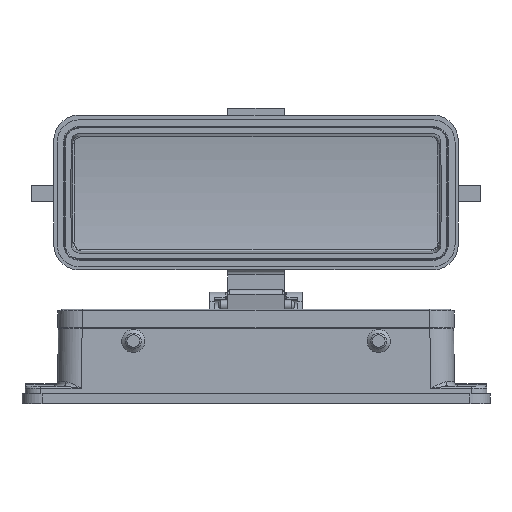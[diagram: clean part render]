
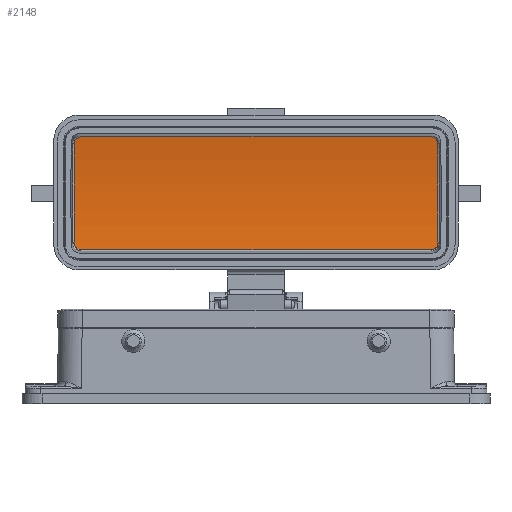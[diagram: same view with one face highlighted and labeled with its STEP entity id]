
A CAD part, left-side view. The second image highlights one B-rep face of the part: STEP entity #2148.
In plain terms, the highlighted cylindrical face has radius 117.991 mm (diameter 235.983 mm), a partial arc.
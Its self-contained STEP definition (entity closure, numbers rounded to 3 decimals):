
#429=CYLINDRICAL_SURFACE('',#14702,117.991);
#1011=FACE_OUTER_BOUND('',#4142,.T.);
#1402=CIRCLE('',#14368,117.991);
#1403=CIRCLE('',#14369,117.991);
#1477=CIRCLE('',#14700,117.991);
#1478=CIRCLE('',#14701,117.991);
#2148=ADVANCED_FACE('',(#1011),#429,.F.);
#2990=B_SPLINE_CURVE_WITH_KNOTS('',3,(#32979,#32980,#32981,#32982,#32983,
#32984,#32985,#32986,#32987,#32988),.UNSPECIFIED.,.F.,.F.,(4,2,2,2,4),(0.,
0.125,0.25,0.5,1.),.UNSPECIFIED.);
#2997=B_SPLINE_CURVE_WITH_KNOTS('',3,(#33097,#33098,#33099,#33100,#33101,
#33102,#33103,#33104,#33105,#33106,#33107,#33108,#33109,#33110,#33111,#33112,
#33113,#33114,#33115,#33116,#33117,#33118),.UNSPECIFIED.,.F.,.F.,(4,2,2,
2,2,2,2,2,2,2,4),(0.,0.062,0.125,0.25,
0.5,0.562,0.625,0.75,0.812,
0.875,1.),.UNSPECIFIED.);
#3144=B_SPLINE_CURVE_WITH_KNOTS('',3,(#36774,#36775,#36776,#36777,#36778,
#36779,#36780,#36781,#36782,#36783,#36784,#36785,#36786,#36787,#36788,#36789,
#36790,#36791,#36792,#36793,#36794,#36795),.UNSPECIFIED.,.F.,.F.,(4,2,2,
2,2,2,2,2,2,2,4),(0.,0.063,0.125,0.25,
0.5,0.563,0.625,0.75,
0.813,0.875,1.),.UNSPECIFIED.);
#3145=B_SPLINE_CURVE_WITH_KNOTS('',3,(#36801,#36802,#36803,#36804,#36805,
#36806,#36807,#36808,#36809,#36810),.UNSPECIFIED.,.F.,.F.,(4,2,2,2,4),(0.,
0.125,0.25,0.5,1.),.UNSPECIFIED.);
#4142=EDGE_LOOP('',(#7457,#7458,#7459,#7460,#7461,#7462,#7463,#7464,#7465,
#7466));
#7457=ORIENTED_EDGE('',*,*,#11250,.T.);
#7458=ORIENTED_EDGE('',*,*,#10612,.F.);
#7459=ORIENTED_EDGE('',*,*,#10616,.T.);
#7460=ORIENTED_EDGE('',*,*,#10615,.T.);
#7461=ORIENTED_EDGE('',*,*,#10604,.F.);
#7462=ORIENTED_EDGE('',*,*,#11252,.T.);
#7463=ORIENTED_EDGE('',*,*,#11253,.F.);
#7464=ORIENTED_EDGE('',*,*,#11254,.T.);
#7465=ORIENTED_EDGE('',*,*,#11255,.T.);
#7466=ORIENTED_EDGE('',*,*,#11256,.F.);
#8970=VERTEX_POINT('',#32978);
#8971=VERTEX_POINT('',#32989);
#8977=VERTEX_POINT('',#33096);
#8978=VERTEX_POINT('',#33119);
#8980=VERTEX_POINT('',#33183);
#9412=VERTEX_POINT('',#36766);
#9413=VERTEX_POINT('',#36773);
#9414=VERTEX_POINT('',#36796);
#9415=VERTEX_POINT('',#36798);
#9416=VERTEX_POINT('',#36800);
#10604=EDGE_CURVE('',#8970,#8971,#2990,.T.);
#10612=EDGE_CURVE('',#8977,#8978,#2997,.T.);
#10615=EDGE_CURVE('',#8980,#8971,#1402,.T.);
#10616=EDGE_CURVE('',#8977,#8980,#1403,.T.);
#11250=EDGE_CURVE('',#9412,#8978,#12479,.T.);
#11252=EDGE_CURVE('',#8970,#9413,#12480,.T.);
#11253=EDGE_CURVE('',#9414,#9413,#3144,.T.);
#11254=EDGE_CURVE('',#9414,#9415,#1477,.T.);
#11255=EDGE_CURVE('',#9415,#9416,#1478,.T.);
#11256=EDGE_CURVE('',#9412,#9416,#3145,.T.);
#12479=LINE('',#36765,#13518);
#12480=LINE('',#36772,#13519);
#13518=VECTOR('',#17861,1.);
#13519=VECTOR('',#17864,1.);
#14368=AXIS2_PLACEMENT_3D('',#33182,#16878,#16879);
#14369=AXIS2_PLACEMENT_3D('',#33184,#16880,#16881);
#14700=AXIS2_PLACEMENT_3D('',#36797,#17865,#17866);
#14701=AXIS2_PLACEMENT_3D('',#36799,#17867,#17868);
#14702=AXIS2_PLACEMENT_3D('',#36811,#17869,#17870);
#16878=DIRECTION('',(0.,1.,0.));
#16879=DIRECTION('',(1.,0.,0.));
#16880=DIRECTION('',(0.,1.,0.));
#16881=DIRECTION('',(0.992,0.,0.127));
#17861=DIRECTION('',(0.,1.,0.));
#17864=DIRECTION('',(0.,-1.,0.));
#17865=DIRECTION('',(0.,-1.,0.));
#17866=DIRECTION('',(0.992,0.,-0.127));
#17867=DIRECTION('',(0.,-1.,0.));
#17868=DIRECTION('',(1.,0.,0.));
#17869=DIRECTION('',(0.,1.,0.));
#17870=DIRECTION('',(1.,0.,0.));
#32978=CARTESIAN_POINT('',(44.575,52.842,44.946));
#32979=CARTESIAN_POINT('',(44.575,52.842,44.946));
#32980=CARTESIAN_POINT('',(44.575,53.044,44.946));
#32981=CARTESIAN_POINT('',(44.579,53.174,44.974));
#32982=CARTESIAN_POINT('',(44.583,53.296,45.));
#32983=CARTESIAN_POINT('',(44.593,53.526,45.07));
#32984=CARTESIAN_POINT('',(44.61,53.801,45.189));
#32985=CARTESIAN_POINT('',(44.632,54.05,45.337));
#32986=CARTESIAN_POINT('',(44.709,54.604,45.887));
#32987=CARTESIAN_POINT('',(44.783,54.832,46.434));
#32988=CARTESIAN_POINT('',(44.85,54.83,46.957));
#32989=CARTESIAN_POINT('',(44.85,54.83,46.957));
#33096=CARTESIAN_POINT('',(44.853,54.83,76.913));
#33097=CARTESIAN_POINT('',(44.853,54.83,76.913));
#33098=CARTESIAN_POINT('',(44.843,54.829,76.989));
#33099=CARTESIAN_POINT('',(44.834,54.825,77.059));
#33100=CARTESIAN_POINT('',(44.818,54.811,77.185));
#33101=CARTESIAN_POINT('',(44.815,54.808,77.209));
#33102=CARTESIAN_POINT('',(44.782,54.759,77.459));
#33103=CARTESIAN_POINT('',(44.769,54.726,77.555));
#33104=CARTESIAN_POINT('',(44.722,54.586,77.903));
#33105=CARTESIAN_POINT('',(44.692,54.459,78.123));
#33106=CARTESIAN_POINT('',(44.654,54.188,78.397));
#33107=CARTESIAN_POINT('',(44.647,54.134,78.444));
#33108=CARTESIAN_POINT('',(44.636,54.032,78.525));
#33109=CARTESIAN_POINT('',(44.627,53.947,78.583));
#33110=CARTESIAN_POINT('',(44.625,53.921,78.601));
#33111=CARTESIAN_POINT('',(44.603,53.637,78.751));
#33112=CARTESIAN_POINT('',(44.598,53.549,78.787));
#33113=CARTESIAN_POINT('',(44.596,53.503,78.805));
#33114=CARTESIAN_POINT('',(44.59,53.379,78.846));
#33115=CARTESIAN_POINT('',(44.585,53.264,78.877));
#33116=CARTESIAN_POINT('',(44.58,53.075,78.915));
#33117=CARTESIAN_POINT('',(44.578,52.954,78.926));
#33118=CARTESIAN_POINT('',(44.578,52.842,78.925));
#33119=CARTESIAN_POINT('',(44.578,52.842,78.925));
#33182=CARTESIAN_POINT('',(-72.185,54.83,61.946));
#33183=CARTESIAN_POINT('',(45.806,54.83,61.946));
#33184=CARTESIAN_POINT('',(-72.185,54.83,61.946));
#36765=CARTESIAN_POINT('',(44.578,-52.845,78.925));
#36766=CARTESIAN_POINT('',(44.578,-52.845,78.925));
#36772=CARTESIAN_POINT('',(44.575,26.842,44.946));
#36773=CARTESIAN_POINT('',(44.575,-52.845,44.946));
#36774=CARTESIAN_POINT('',(44.85,-54.833,46.957));
#36775=CARTESIAN_POINT('',(44.841,-54.832,46.882));
#36776=CARTESIAN_POINT('',(44.832,-54.828,46.812));
#36777=CARTESIAN_POINT('',(44.815,-54.814,46.686));
#36778=CARTESIAN_POINT('',(44.812,-54.811,46.662));
#36779=CARTESIAN_POINT('',(44.779,-54.762,46.412));
#36780=CARTESIAN_POINT('',(44.766,-54.729,46.316));
#36781=CARTESIAN_POINT('',(44.719,-54.589,45.967));
#36782=CARTESIAN_POINT('',(44.689,-54.462,45.748));
#36783=CARTESIAN_POINT('',(44.651,-54.191,45.474));
#36784=CARTESIAN_POINT('',(44.644,-54.137,45.427));
#36785=CARTESIAN_POINT('',(44.633,-54.035,45.345));
#36786=CARTESIAN_POINT('',(44.624,-53.95,45.287));
#36787=CARTESIAN_POINT('',(44.622,-53.924,45.27));
#36788=CARTESIAN_POINT('',(44.6,-53.64,45.12));
#36789=CARTESIAN_POINT('',(44.595,-53.552,45.084));
#36790=CARTESIAN_POINT('',(44.593,-53.506,45.066));
#36791=CARTESIAN_POINT('',(44.587,-53.382,45.024));
#36792=CARTESIAN_POINT('',(44.582,-53.267,44.994));
#36793=CARTESIAN_POINT('',(44.577,-53.078,44.955));
#36794=CARTESIAN_POINT('',(44.575,-52.957,44.945));
#36795=CARTESIAN_POINT('',(44.575,-52.845,44.946));
#36796=CARTESIAN_POINT('',(44.85,-54.833,46.957));
#36797=CARTESIAN_POINT('',(-72.185,-54.833,61.946));
#36798=CARTESIAN_POINT('',(45.806,-54.833,61.946));
#36799=CARTESIAN_POINT('',(-72.185,-54.833,61.946));
#36800=CARTESIAN_POINT('',(44.853,-54.833,76.913));
#36801=CARTESIAN_POINT('',(44.578,-52.845,78.925));
#36802=CARTESIAN_POINT('',(44.578,-53.047,78.925));
#36803=CARTESIAN_POINT('',(44.582,-53.178,78.896));
#36804=CARTESIAN_POINT('',(44.586,-53.299,78.87));
#36805=CARTESIAN_POINT('',(44.596,-53.529,78.8));
#36806=CARTESIAN_POINT('',(44.613,-53.804,78.682));
#36807=CARTESIAN_POINT('',(44.635,-54.053,78.533));
#36808=CARTESIAN_POINT('',(44.712,-54.607,77.983));
#36809=CARTESIAN_POINT('',(44.786,-54.835,77.437));
#36810=CARTESIAN_POINT('',(44.853,-54.833,76.913));
#36811=CARTESIAN_POINT('',(-72.185,-27.,61.946));
